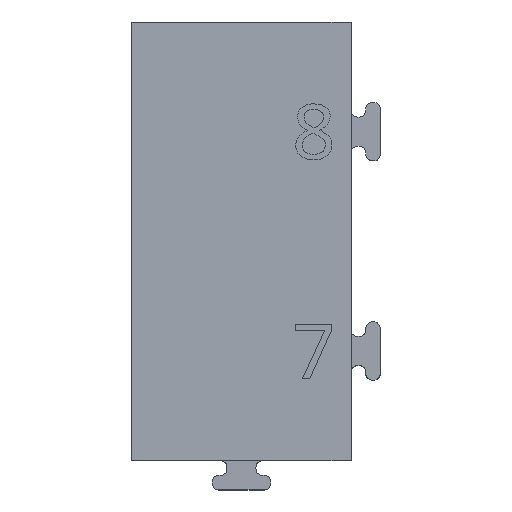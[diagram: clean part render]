
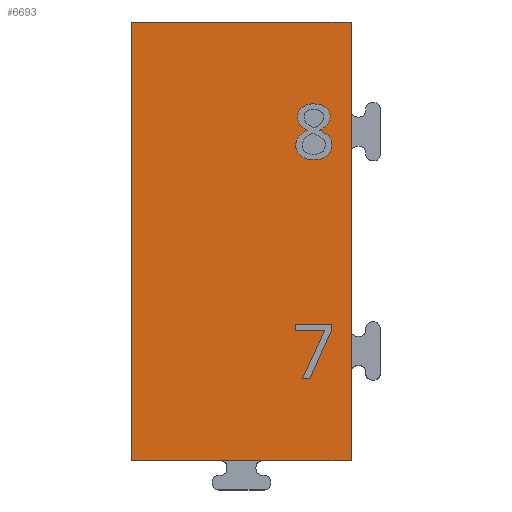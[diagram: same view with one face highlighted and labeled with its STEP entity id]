
A CAD part, top view. The second image highlights one B-rep face of the part: STEP entity #6693.
In plain terms, the highlighted planar face has unit normal (0, 0, 1).
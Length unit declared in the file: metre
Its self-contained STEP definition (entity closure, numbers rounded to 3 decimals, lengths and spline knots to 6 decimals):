
#69=PLANE('',#7055);
#252=CIRCLE('',#7056,0.00321);
#585=LINE('',#9838,#1259);
#586=LINE('',#9841,#1260);
#587=LINE('',#9843,#1261);
#588=LINE('',#9845,#1262);
#589=LINE('',#9904,#1263);
#590=LINE('',#9907,#1264);
#591=LINE('',#9909,#1265);
#592=LINE('',#9911,#1266);
#593=LINE('',#9913,#1267);
#594=LINE('',#9915,#1268);
#595=LINE('',#9917,#1269);
#1259=VECTOR('',#7649,1.);
#1260=VECTOR('',#7650,1.);
#1261=VECTOR('',#7651,1.);
#1262=VECTOR('',#7652,1.);
#1263=VECTOR('',#7655,1.);
#1264=VECTOR('',#7656,1.);
#1265=VECTOR('',#7657,1.);
#1266=VECTOR('',#7658,1.);
#1267=VECTOR('',#7659,1.);
#1268=VECTOR('',#7660,1.);
#1269=VECTOR('',#7661,1.);
#2114=ORIENTED_EDGE('',*,*,#4077,.T.);
#2115=ORIENTED_EDGE('',*,*,#4078,.F.);
#2116=ORIENTED_EDGE('',*,*,#4079,.T.);
#2117=ORIENTED_EDGE('',*,*,#4080,.F.);
#2118=ORIENTED_EDGE('',*,*,#4081,.T.);
#2119=ORIENTED_EDGE('',*,*,#4082,.T.);
#2120=ORIENTED_EDGE('',*,*,#4083,.T.);
#2121=ORIENTED_EDGE('',*,*,#4084,.T.);
#2122=ORIENTED_EDGE('',*,*,#4085,.T.);
#2123=ORIENTED_EDGE('',*,*,#4086,.T.);
#2124=ORIENTED_EDGE('',*,*,#4087,.T.);
#2125=ORIENTED_EDGE('',*,*,#4088,.T.);
#2126=ORIENTED_EDGE('',*,*,#4089,.T.);
#2127=ORIENTED_EDGE('',*,*,#4090,.T.);
#2128=ORIENTED_EDGE('',*,*,#4091,.T.);
#2129=ORIENTED_EDGE('',*,*,#4092,.T.);
#2130=ORIENTED_EDGE('',*,*,#4093,.T.);
#2131=ORIENTED_EDGE('',*,*,#4094,.T.);
#2132=ORIENTED_EDGE('',*,*,#4095,.T.);
#2133=ORIENTED_EDGE('',*,*,#4096,.T.);
#2134=ORIENTED_EDGE('',*,*,#4097,.T.);
#2135=ORIENTED_EDGE('',*,*,#4098,.T.);
#2136=ORIENTED_EDGE('',*,*,#4099,.T.);
#2137=ORIENTED_EDGE('',*,*,#4100,.T.);
#2138=ORIENTED_EDGE('',*,*,#4101,.T.);
#2139=ORIENTED_EDGE('',*,*,#4102,.T.);
#4077=EDGE_CURVE('',#5078,#5079,#585,.F.);
#4078=EDGE_CURVE('',#5080,#5079,#586,.F.);
#4079=EDGE_CURVE('',#5080,#5081,#587,.F.);
#4080=EDGE_CURVE('',#5078,#5081,#588,.T.);
#4081=EDGE_CURVE('',#5082,#5083,#5742,.T.);
#4082=EDGE_CURVE('',#5083,#5084,#5743,.T.);
#4083=EDGE_CURVE('',#5084,#5085,#5744,.T.);
#4084=EDGE_CURVE('',#5085,#5086,#252,.F.);
#4085=EDGE_CURVE('',#5086,#5087,#5745,.T.);
#4086=EDGE_CURVE('',#5087,#5088,#5746,.T.);
#4087=EDGE_CURVE('',#5088,#5089,#5747,.T.);
#4088=EDGE_CURVE('',#5089,#5090,#5748,.T.);
#4089=EDGE_CURVE('',#5090,#5091,#5749,.T.);
#4090=EDGE_CURVE('',#5091,#5092,#5750,.T.);
#4091=EDGE_CURVE('',#5092,#5093,#5751,.T.);
#4092=EDGE_CURVE('',#5093,#5094,#5752,.T.);
#4093=EDGE_CURVE('',#5094,#5095,#5753,.T.);
#4094=EDGE_CURVE('',#5095,#5096,#5754,.T.);
#4095=EDGE_CURVE('',#5096,#5082,#5755,.T.);
#4096=EDGE_CURVE('',#5097,#5098,#589,.T.);
#4097=EDGE_CURVE('',#5098,#5099,#590,.T.);
#4098=EDGE_CURVE('',#5099,#5100,#591,.T.);
#4099=EDGE_CURVE('',#5100,#5101,#592,.T.);
#4100=EDGE_CURVE('',#5101,#5102,#593,.T.);
#4101=EDGE_CURVE('',#5102,#5103,#594,.T.);
#4102=EDGE_CURVE('',#5103,#5097,#595,.T.);
#5078=VERTEX_POINT('',#9839);
#5079=VERTEX_POINT('',#9840);
#5080=VERTEX_POINT('',#9842);
#5081=VERTEX_POINT('',#9844);
#5082=VERTEX_POINT('',#9849);
#5083=VERTEX_POINT('',#9850);
#5084=VERTEX_POINT('',#9854);
#5085=VERTEX_POINT('',#9858);
#5086=VERTEX_POINT('',#9860);
#5087=VERTEX_POINT('',#9864);
#5088=VERTEX_POINT('',#9868);
#5089=VERTEX_POINT('',#9872);
#5090=VERTEX_POINT('',#9876);
#5091=VERTEX_POINT('',#9880);
#5092=VERTEX_POINT('',#9884);
#5093=VERTEX_POINT('',#9888);
#5094=VERTEX_POINT('',#9892);
#5095=VERTEX_POINT('',#9896);
#5096=VERTEX_POINT('',#9900);
#5097=VERTEX_POINT('',#9905);
#5098=VERTEX_POINT('',#9906);
#5099=VERTEX_POINT('',#9908);
#5100=VERTEX_POINT('',#9910);
#5101=VERTEX_POINT('',#9912);
#5102=VERTEX_POINT('',#9914);
#5103=VERTEX_POINT('',#9916);
#5742=B_SPLINE_CURVE_WITH_KNOTS('',2,(#9846,#9847,#9848),.UNSPECIFIED.,
 .F.,.F.,(3,3),(0.,1.),.PIECEWISE_BEZIER_KNOTS.);
#5743=B_SPLINE_CURVE_WITH_KNOTS('',2,(#9851,#9852,#9853),.UNSPECIFIED.,
 .F.,.F.,(3,3),(0.,1.),.PIECEWISE_BEZIER_KNOTS.);
#5744=B_SPLINE_CURVE_WITH_KNOTS('',2,(#9855,#9856,#9857),.UNSPECIFIED.,
 .F.,.F.,(3,3),(0.,1.),.PIECEWISE_BEZIER_KNOTS.);
#5745=B_SPLINE_CURVE_WITH_KNOTS('',2,(#9861,#9862,#9863),.UNSPECIFIED.,
 .F.,.F.,(3,3),(0.,1.),.PIECEWISE_BEZIER_KNOTS.);
#5746=B_SPLINE_CURVE_WITH_KNOTS('',2,(#9865,#9866,#9867),.UNSPECIFIED.,
 .F.,.F.,(3,3),(0.,1.),.PIECEWISE_BEZIER_KNOTS.);
#5747=B_SPLINE_CURVE_WITH_KNOTS('',2,(#9869,#9870,#9871),.UNSPECIFIED.,
 .F.,.F.,(3,3),(0.,1.),.PIECEWISE_BEZIER_KNOTS.);
#5748=B_SPLINE_CURVE_WITH_KNOTS('',2,(#9873,#9874,#9875),.UNSPECIFIED.,
 .F.,.F.,(3,3),(0.,1.),.PIECEWISE_BEZIER_KNOTS.);
#5749=B_SPLINE_CURVE_WITH_KNOTS('',2,(#9877,#9878,#9879),.UNSPECIFIED.,
 .F.,.F.,(3,3),(0.,1.),.PIECEWISE_BEZIER_KNOTS.);
#5750=B_SPLINE_CURVE_WITH_KNOTS('',2,(#9881,#9882,#9883),.UNSPECIFIED.,
 .F.,.F.,(3,3),(0.,1.),.PIECEWISE_BEZIER_KNOTS.);
#5751=B_SPLINE_CURVE_WITH_KNOTS('',2,(#9885,#9886,#9887),.UNSPECIFIED.,
 .F.,.F.,(3,3),(0.,1.),.PIECEWISE_BEZIER_KNOTS.);
#5752=B_SPLINE_CURVE_WITH_KNOTS('',2,(#9889,#9890,#9891),.UNSPECIFIED.,
 .F.,.F.,(3,3),(0.,1.),.PIECEWISE_BEZIER_KNOTS.);
#5753=B_SPLINE_CURVE_WITH_KNOTS('',2,(#9893,#9894,#9895),.UNSPECIFIED.,
 .F.,.F.,(3,3),(0.,1.),.PIECEWISE_BEZIER_KNOTS.);
#5754=B_SPLINE_CURVE_WITH_KNOTS('',2,(#9897,#9898,#9899),.UNSPECIFIED.,
 .F.,.F.,(3,3),(0.,1.),.PIECEWISE_BEZIER_KNOTS.);
#5755=B_SPLINE_CURVE_WITH_KNOTS('',2,(#9901,#9902,#9903),.UNSPECIFIED.,
 .F.,.F.,(3,3),(0.,1.),.PIECEWISE_BEZIER_KNOTS.);
#5869=EDGE_LOOP('',(#2114,#2115,#2116,#2117));
#5870=EDGE_LOOP('',(#2118,#2119,#2120,#2121,#2122,#2123,#2124,#2125,#2126,
#2127,#2128,#2129,#2130,#2131,#2132));
#5871=EDGE_LOOP('',(#2133,#2134,#2135,#2136,#2137,#2138,#2139));
#6253=FACE_BOUND('',#5869,.T.);
#6254=FACE_BOUND('',#5870,.T.);
#6255=FACE_BOUND('',#5871,.T.);
#6693=ADVANCED_FACE('',(#6253,#6254,#6255),#69,.T.);
#7055=AXIS2_PLACEMENT_3D('',#9837,#7647,#7648);
#7056=AXIS2_PLACEMENT_3D('',#9859,#7653,#7654);
#7647=DIRECTION('',(0.,0.,1.));
#7648=DIRECTION('',(0.,-1.,0.));
#7649=DIRECTION('',(-1.,0.,0.));
#7650=DIRECTION('',(0.,1.,0.));
#7651=DIRECTION('',(1.,0.,0.));
#7652=DIRECTION('',(0.,1.,0.));
#7653=DIRECTION('',(0.,0.,1.));
#7654=DIRECTION('',(1.,0.,0.));
#7655=DIRECTION('',(-1.,0.,0.));
#7656=DIRECTION('',(0.42,0.908,0.));
#7657=DIRECTION('',(-1.,0.,0.));
#7658=DIRECTION('',(0.,1.,0.));
#7659=DIRECTION('',(1.,0.,0.));
#7660=DIRECTION('',(0.,-1.,0.));
#7661=DIRECTION('',(-0.41,-0.912,0.));
#9837=CARTESIAN_POINT('',(0.484,1.436,0.38));
#9838=CARTESIAN_POINT('',(0.617889,1.410025,0.38));
#9839=CARTESIAN_POINT('',(0.51,1.410025,0.38));
#9840=CARTESIAN_POINT('',(0.569975,1.410025,0.38));
#9841=CARTESIAN_POINT('',(0.569975,1.457889,0.38));
#9842=CARTESIAN_POINT('',(0.569975,1.529975,0.38));
#9843=CARTESIAN_POINT('',(0.497889,1.529975,0.38));
#9844=CARTESIAN_POINT('',(0.51,1.529975,0.38));
#9845=CARTESIAN_POINT('',(0.51,1.436,0.38));
#9846=CARTESIAN_POINT('',(0.556572,1.506624,0.38));
#9847=CARTESIAN_POINT('',(0.557788,1.507585,0.38));
#9848=CARTESIAN_POINT('',(0.559802,1.507585,0.38));
#9849=CARTESIAN_POINT('',(0.556572,1.506624,0.38));
#9850=CARTESIAN_POINT('',(0.559802,1.507585,0.38));
#9851=CARTESIAN_POINT('',(0.559802,1.507585,0.38));
#9852=CARTESIAN_POINT('',(0.561837,1.507585,0.38));
#9853=CARTESIAN_POINT('',(0.563048,1.506639,0.38));
#9854=CARTESIAN_POINT('',(0.563048,1.506639,0.38));
#9855=CARTESIAN_POINT('',(0.563048,1.506639,0.38));
#9856=CARTESIAN_POINT('',(0.564259,1.505693,0.38));
#9857=CARTESIAN_POINT('',(0.564259,1.504027,0.38));
#9858=CARTESIAN_POINT('',(0.564259,1.504027,0.38));
#9859=CARTESIAN_POINT('',(0.561048,1.503993,0.38));
#9860=CARTESIAN_POINT('',(0.563582,1.502021,0.38));
#9861=CARTESIAN_POINT('',(0.563582,1.502021,0.38));
#9862=CARTESIAN_POINT('',(0.562905,1.501136,0.38));
#9863=CARTESIAN_POINT('',(0.56142,1.500374,0.38));
#9864=CARTESIAN_POINT('',(0.56142,1.500374,0.38));
#9865=CARTESIAN_POINT('',(0.56142,1.500374,0.38));
#9866=CARTESIAN_POINT('',(0.56322,1.499499,0.38));
#9867=CARTESIAN_POINT('',(0.563979,1.498548,0.38));
#9868=CARTESIAN_POINT('',(0.563979,1.498548,0.38));
#9869=CARTESIAN_POINT('',(0.563979,1.498548,0.38));
#9870=CARTESIAN_POINT('',(0.564737,1.497598,0.38));
#9871=CARTESIAN_POINT('',(0.564737,1.496354,0.38));
#9872=CARTESIAN_POINT('',(0.564737,1.496354,0.38));
#9873=CARTESIAN_POINT('',(0.564737,1.496354,0.38));
#9874=CARTESIAN_POINT('',(0.564737,1.494505,0.38));
#9875=CARTESIAN_POINT('',(0.563424,1.4934,0.38));
#9876=CARTESIAN_POINT('',(0.563424,1.4934,0.38));
#9877=CARTESIAN_POINT('',(0.563424,1.4934,0.38));
#9878=CARTESIAN_POINT('',(0.56211,1.492295,0.38));
#9879=CARTESIAN_POINT('',(0.559864,1.492295,0.38));
#9880=CARTESIAN_POINT('',(0.559864,1.492295,0.38));
#9881=CARTESIAN_POINT('',(0.559864,1.492295,0.38));
#9882=CARTESIAN_POINT('',(0.557485,1.492295,0.38));
#9883=CARTESIAN_POINT('',(0.556183,1.493333,0.38));
#9884=CARTESIAN_POINT('',(0.556183,1.493333,0.38));
#9885=CARTESIAN_POINT('',(0.556183,1.493333,0.38));
#9886=CARTESIAN_POINT('',(0.554881,1.494372,0.38));
#9887=CARTESIAN_POINT('',(0.554881,1.496296,0.38));
#9888=CARTESIAN_POINT('',(0.554881,1.496296,0.38));
#9889=CARTESIAN_POINT('',(0.554881,1.496296,0.38));
#9890=CARTESIAN_POINT('',(0.554881,1.498838,0.38));
#9891=CARTESIAN_POINT('',(0.55796,1.500273,0.38));
#9892=CARTESIAN_POINT('',(0.55796,1.500273,0.38));
#9893=CARTESIAN_POINT('',(0.55796,1.500273,0.38));
#9894=CARTESIAN_POINT('',(0.556577,1.501064,0.38));
#9895=CARTESIAN_POINT('',(0.555966,1.501981,0.38));
#9896=CARTESIAN_POINT('',(0.555966,1.501981,0.38));
#9897=CARTESIAN_POINT('',(0.555966,1.501981,0.38));
#9898=CARTESIAN_POINT('',(0.555356,1.502897,0.38));
#9899=CARTESIAN_POINT('',(0.555356,1.504046,0.38));
#9900=CARTESIAN_POINT('',(0.555356,1.504046,0.38));
#9901=CARTESIAN_POINT('',(0.555356,1.504046,0.38));
#9902=CARTESIAN_POINT('',(0.555356,1.505664,0.38));
#9903=CARTESIAN_POINT('',(0.556572,1.506624,0.38));
#9904=CARTESIAN_POINT('',(0.557698,1.4325,0.38));
#9905=CARTESIAN_POINT('',(0.558705,1.4325,0.38));
#9906=CARTESIAN_POINT('',(0.55669,1.4325,0.38));
#9907=CARTESIAN_POINT('',(0.559742,1.439102,0.38));
#9908=CARTESIAN_POINT('',(0.562794,1.445703,0.38));
#9909=CARTESIAN_POINT('',(0.55878,1.445703,0.38));
#9910=CARTESIAN_POINT('',(0.554767,1.445703,0.38));
#9911=CARTESIAN_POINT('',(0.554767,1.446538,0.38));
#9912=CARTESIAN_POINT('',(0.554767,1.447373,0.38));
#9913=CARTESIAN_POINT('',(0.559757,1.447373,0.38));
#9914=CARTESIAN_POINT('',(0.564747,1.447373,0.38));
#9915=CARTESIAN_POINT('',(0.564747,1.446665,0.38));
#9916=CARTESIAN_POINT('',(0.564747,1.445957,0.38));
#9917=CARTESIAN_POINT('',(0.561726,1.439229,0.38));
